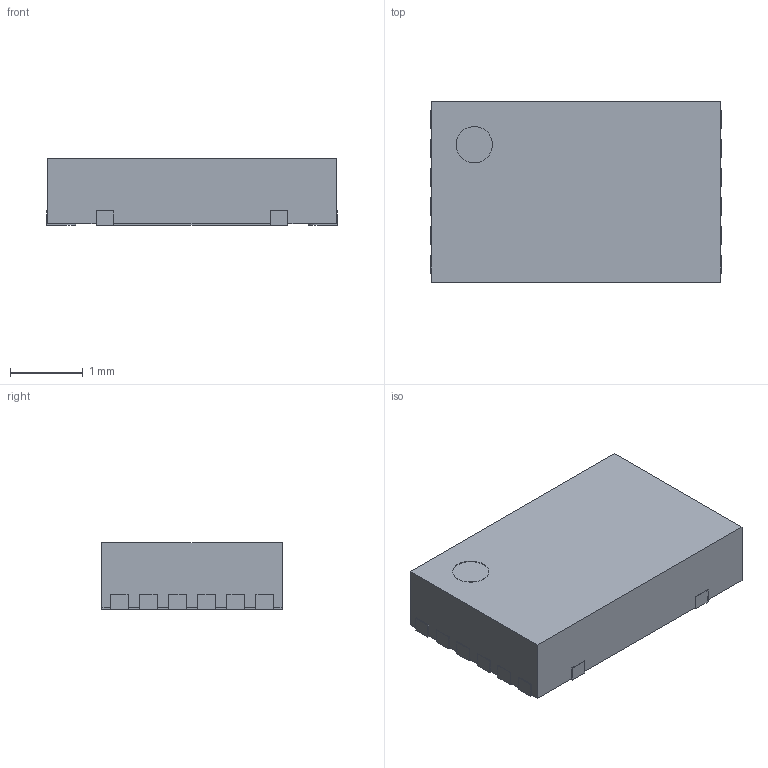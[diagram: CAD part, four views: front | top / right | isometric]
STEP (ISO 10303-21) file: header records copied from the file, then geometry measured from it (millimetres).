
FILE_DESCRIPTION(/* description */ ('model of Texas_S-PDSO-N12'),/* implementation_level */ '2;1');
FILE_NAME(/* name */ 'Texas_S-PDSO-N12.step',/* time_stamp */ '2017-06-10T09:55:38',/* author */ ('kicad StepUp','ksu'),/* organization */ ('FreeCAD'),/* preprocessor_version */ 'OCC',/* originating_system */ 'kicad StepUp',/* authorisation */ '');
FILE_SCHEMA(('AUTOMOTIVE_DESIGN_CC2 { 1 2 10303 214 -1 1 5 4 }'));
Length unit declared in the file: millimetre
Products named in the file (1): Texas_S_PDSO_N12
Bounding box: 4 x 2.5 x 0.92 mm (x, y, z)
Volume: 9 mm3; surface area: 32 mm2
Topology: 1 solids, 1 shells, 100 faces, 291 edges, 194 vertices
Faces by surface type: plane 87, cylinder 13
Full cylindrical faces by diameter (mm): 0.5 x1
Entity records: 2306 total; most frequent: ORIENTED_EDGE 484, CARTESIAN_POINT 349, EDGE_CURVE 291, LINE 249, VERTEX_POINT 194, AXIS2_PLACEMENT_3D 124, FACE_BOUND 101, EDGE_LOOP 101
